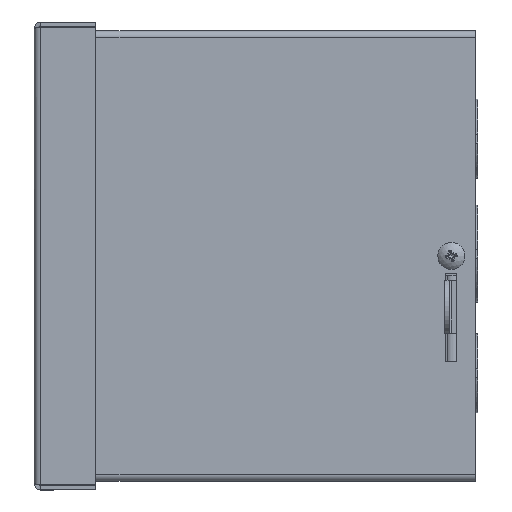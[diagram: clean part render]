
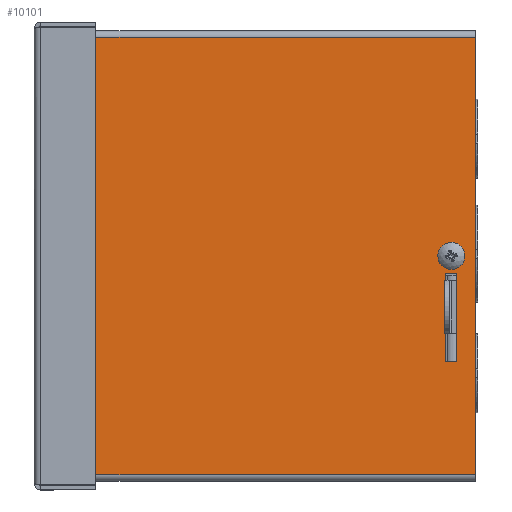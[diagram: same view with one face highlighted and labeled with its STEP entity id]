
A CAD part, front view. The second image highlights one B-rep face of the part: STEP entity #10101.
In plain terms, the highlighted face is planar.
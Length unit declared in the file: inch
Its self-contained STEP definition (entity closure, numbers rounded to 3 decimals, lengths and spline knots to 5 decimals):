
#9415=CARTESIAN_POINT('',(-5.828,-3.344,0.062));
#9416=VERTEX_POINT('',#9415);
#9417=CARTESIAN_POINT('',(-5.9845,-3.344,0.062));
#9418=DIRECTION('',(0.0,0.0,-1.0));
#9419=DIRECTION('',(-1.0,0.0,0.0));
#9420=AXIS2_PLACEMENT_3D('',#9417,#9418,#9419);
#9421=CIRCLE('',#9420,0.1565);
#9422=EDGE_CURVE('',#9416,#9416,#9421,.T.);
#9443=CARTESIAN_POINT('',(-5.828,-8.656,0.062));
#9444=VERTEX_POINT('',#9443);
#9445=CARTESIAN_POINT('',(-5.9845,-8.656,0.062));
#9446=DIRECTION('',(0.0,0.0,-1.0));
#9447=DIRECTION('',(-1.0,0.0,0.0));
#9448=AXIS2_PLACEMENT_3D('',#9445,#9446,#9447);
#9449=CIRCLE('',#9448,0.1565);
#9450=EDGE_CURVE('',#9444,#9444,#9449,.T.);
#9460=CARTESIAN_POINT('',(-7.4855,-8.56588,0.062));
#9461=VERTEX_POINT('',#9460);
#9462=CARTESIAN_POINT('',(-6.2355,-8.56588,0.062));
#9463=VERTEX_POINT('',#9462);
#9464=CARTESIAN_POINT('',(-7.4855,-8.56587,0.062));
#9465=DIRECTION('',(1.0,0.0,0.0));
#9466=VECTOR('',#9465,1.25);
#9467=LINE('',#9464,#9466);
#9468=EDGE_CURVE('',#9461,#9463,#9467,.T.);
#9500=CARTESIAN_POINT('',(-7.4855,-8.72213,0.062));
#9501=VERTEX_POINT('',#9500);
#9502=CARTESIAN_POINT('',(-7.4855,-8.72213,0.062));
#9503=DIRECTION('',(0.0,1.0,0.0));
#9504=VECTOR('',#9503,0.15625);
#9505=LINE('',#9502,#9504);
#9506=EDGE_CURVE('',#9501,#9461,#9505,.T.);
#9531=CARTESIAN_POINT('',(-6.2355,-8.72213,0.062));
#9532=VERTEX_POINT('',#9531);
#9533=CARTESIAN_POINT('',(-6.2355,-8.72213,0.062));
#9534=DIRECTION('',(-1.0,0.0,0.0));
#9535=VECTOR('',#9534,1.25);
#9536=LINE('',#9533,#9535);
#9537=EDGE_CURVE('',#9532,#9501,#9536,.T.);
#9569=CARTESIAN_POINT('',(-6.2355,-8.56588,0.062));
#9570=DIRECTION('',(0.0,-1.0,0.0));
#9571=VECTOR('',#9570,0.15625);
#9572=LINE('',#9569,#9571);
#9573=EDGE_CURVE('',#9463,#9532,#9572,.T.);
#9594=CARTESIAN_POINT('',(-2.89075,-3.,0.062));
#9595=VERTEX_POINT('',#9594);
#9603=CARTESIAN_POINT('',(-2.89075,-9.,0.062));
#9604=VERTEX_POINT('',#9603);
#9605=CARTESIAN_POINT('',(-2.89075,-9.,0.062));
#9606=DIRECTION('',(0.0,1.0,0.0));
#9607=VECTOR('',#9606,6.0);
#9608=LINE('',#9605,#9607);
#9609=EDGE_CURVE('',#9604,#9595,#9608,.T.);
#9830=CARTESIAN_POINT('',(-9.07925,-9.,0.062));
#9831=VERTEX_POINT('',#9830);
#9839=CARTESIAN_POINT('',(-9.07925,-3.,0.062));
#9840=VERTEX_POINT('',#9839);
#9841=CARTESIAN_POINT('',(-9.07925,-3.,0.062));
#9842=DIRECTION('',(0.0,-1.0,0.0));
#9843=VECTOR('',#9842,6.0);
#9844=LINE('',#9841,#9843);
#9845=EDGE_CURVE('',#9840,#9831,#9844,.T.);
#10057=CARTESIAN_POINT('',(-9.07925,-3.,0.062));
#10058=DIRECTION('',(1.0,0.0,0.0));
#10059=VECTOR('',#10058,6.1885);
#10060=LINE('',#10057,#10059);
#10061=EDGE_CURVE('',#9840,#9595,#10060,.T.);
#10073=CARTESIAN_POINT('',(-5.985,-6.,0.062));
#10074=DIRECTION('',(0.0,0.0,1.0));
#10075=DIRECTION('',(1.0,0.0,0.0));
#10076=AXIS2_PLACEMENT_3D('',#10073,#10074,#10075);
#10077=PLANE('',#10076);
#10078=ORIENTED_EDGE('',*,*,#9845,.T.);
#10079=CARTESIAN_POINT('',(-2.89075,-9.,0.062));
#10080=DIRECTION('',(-1.0,0.0,0.0));
#10081=VECTOR('',#10080,6.1885);
#10082=LINE('',#10079,#10081);
#10083=EDGE_CURVE('',#9604,#9831,#10082,.T.);
#10084=ORIENTED_EDGE('',*,*,#10083,.F.);
#10085=ORIENTED_EDGE('',*,*,#9609,.T.);
#10086=ORIENTED_EDGE('',*,*,#10061,.F.);
#10087=EDGE_LOOP('',(#10078,#10084,#10085,#10086));
#10088=FACE_OUTER_BOUND('',#10087,.T.);
#10089=ORIENTED_EDGE('',*,*,#9422,.T.);
#10090=EDGE_LOOP('',(#10089));
#10091=FACE_BOUND('',#10090,.T.);
#10092=ORIENTED_EDGE('',*,*,#9450,.T.);
#10093=EDGE_LOOP('',(#10092));
#10094=FACE_BOUND('',#10093,.T.);
#10095=ORIENTED_EDGE('',*,*,#9468,.T.);
#10096=ORIENTED_EDGE('',*,*,#9573,.T.);
#10097=ORIENTED_EDGE('',*,*,#9537,.T.);
#10098=ORIENTED_EDGE('',*,*,#9506,.T.);
#10099=EDGE_LOOP('',(#10095,#10096,#10097,#10098));
#10100=FACE_BOUND('',#10099,.T.);
#10101=ADVANCED_FACE('',(#10088,#10091,#10094,#10100),#10077,.T.);
